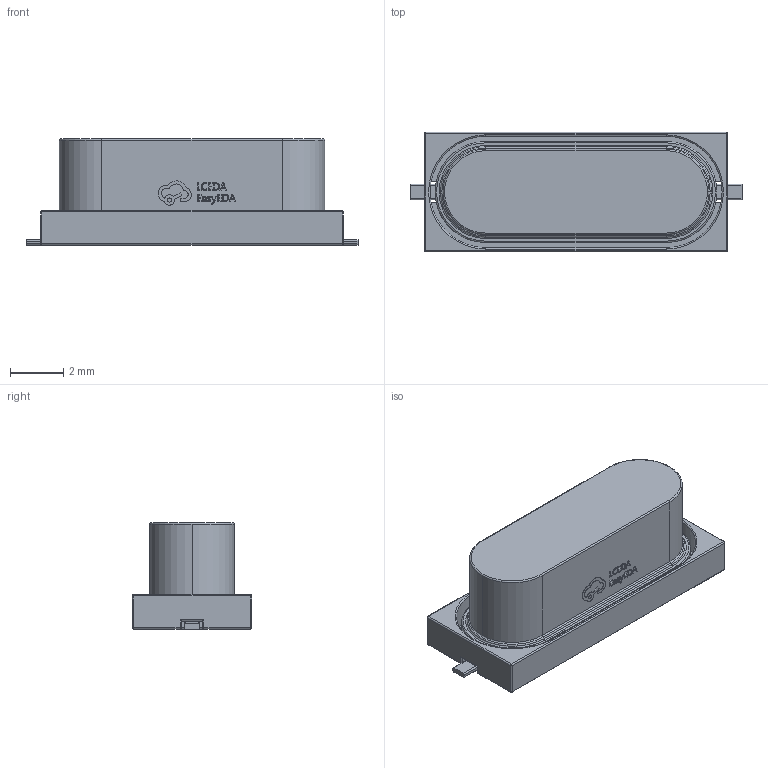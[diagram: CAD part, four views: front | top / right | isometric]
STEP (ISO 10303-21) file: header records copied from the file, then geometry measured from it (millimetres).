
FILE_DESCRIPTION (( 'STEP AP214' ), '1' );
FILE_NAME ('OSC-SMD_L11.4-W4.5-LS12.5.STEP', '2024-04-11T08:21:29', ( 'PC' ), ( 'Microsoft' ), 'SwSTEP 2.0', 'SolidWorks 2020', '' );
FILE_SCHEMA (( 'AUTOMOTIVE_DESIGN' ));
Length unit declared in the file: millimetre
Products named in the file (1): OSC-SMD_L11.4-W4.5-LS12.5
Bounding box: 12.5 x 4.5 x 4 mm (x, y, z)
Volume: 139.5 mm3; surface area: 272 mm2
Topology: 15 solids, 15 shells, 383 faces, 967 edges, 597 vertices
Faces by surface type: plane 182, bspline 98, cylinder 65, torus 26, sphere 12
Entity records: 16151 total; most frequent: CARTESIAN_POINT 3262, ORIENTED_EDGE 1902, DIRECTION 1472, EDGE_CURVE 951, VERTEX_POINT 597, LINE 586, VECTOR 586, AXIS2_PLACEMENT_3D 443
